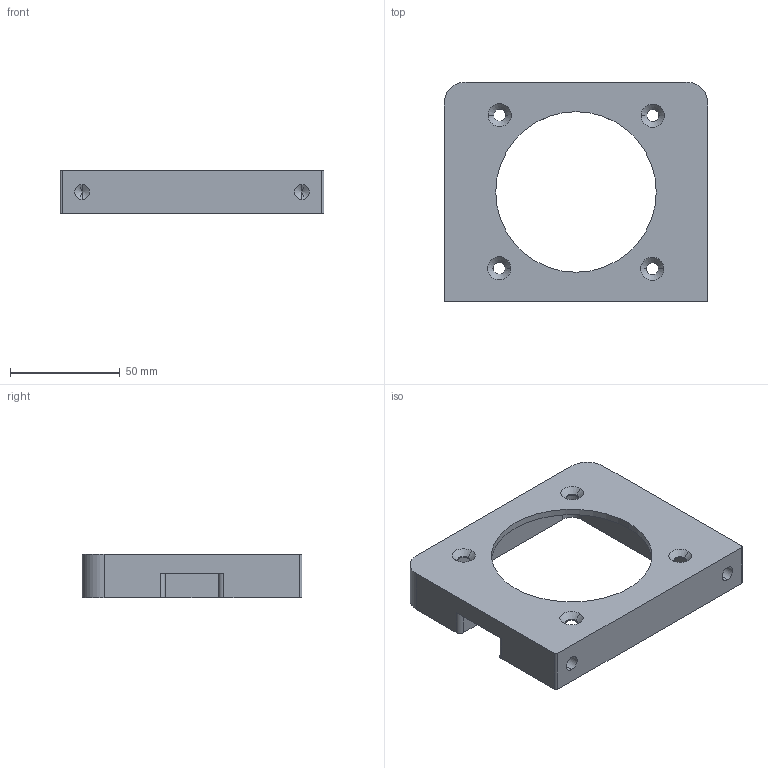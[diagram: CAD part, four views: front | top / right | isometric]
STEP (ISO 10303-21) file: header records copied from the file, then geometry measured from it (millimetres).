
FILE_DESCRIPTION (( 'STEP AP214' ), '1' );
FILE_NAME ('Motorplade.STEP', '2022-03-07T10:47:11', ( '' ), ( '' ), 'SwSTEP 2.0', 'SolidWorks 2021', '' );
FILE_SCHEMA (( 'AUTOMOTIVE_DESIGN' ));
Length unit declared in the file: millimetre
Products named in the file (1): Motorplade
Bounding box: 120 x 100 x 20 mm (x, y, z)
Volume: 94563.2 mm3; surface area: 31122.2 mm2
Topology: 1 solids, 1 shells, 52 faces, 138 edges, 86 vertices
Faces by surface type: cylinder 26, plane 14, cone 12
Entity records: 1696 total; most frequent: DIRECTION 300, CARTESIAN_POINT 273, ORIENTED_EDGE 268, EDGE_CURVE 134, AXIS2_PLACEMENT_3D 113, VERTEX_POINT 86, VECTOR 74, LINE 74
